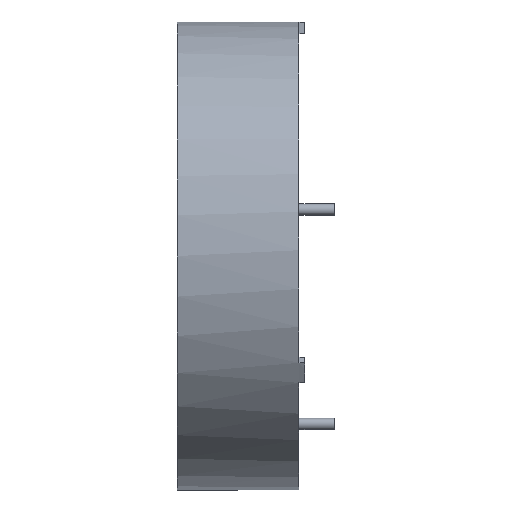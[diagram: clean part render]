
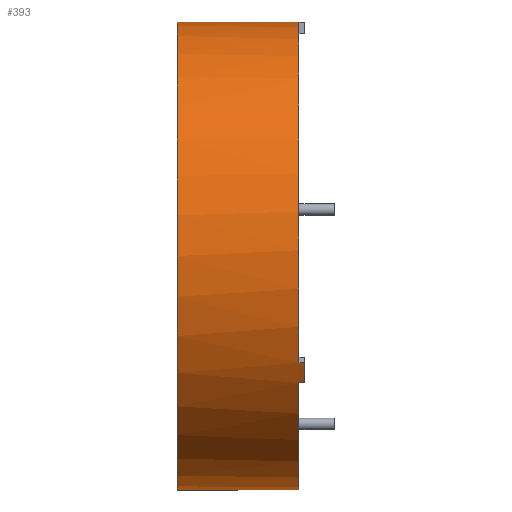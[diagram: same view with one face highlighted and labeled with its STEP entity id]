
A CAD part, left-side view. The second image highlights one B-rep face of the part: STEP entity #393.
In plain terms, the highlighted cylindrical face has radius 20.2 mm (diameter 40.4 mm), a partial arc.
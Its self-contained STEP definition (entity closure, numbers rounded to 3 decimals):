
#6 = CARTESIAN_POINT ( 'NONE',  ( -17.972, -0.5, -9.222 ) ) ;
#7 = LINE ( 'NONE', #270, #196 ) ;
#16 = DIRECTION ( 'NONE',  ( 0., -1., 0. ) ) ;
#21 = DIRECTION ( 'NONE',  ( 0., -1., 0. ) ) ;
#25 = EDGE_CURVE ( 'NONE', #835, #31, #600, .T. ) ;
#28 = ORIENTED_EDGE ( 'NONE', *, *, #710, .F. ) ;
#31 = VERTEX_POINT ( 'NONE', #529 ) ;
#38 = ORIENTED_EDGE ( 'NONE', *, *, #334, .T. ) ;
#40 = EDGE_LOOP ( 'NONE', ( #232, #38, #280, #47, #775, #631, #366, #28, #42, #456 ) ) ;
#41 = DIRECTION ( 'NONE',  ( 0., 0., -1. ) ) ;
#42 = ORIENTED_EDGE ( 'NONE', *, *, #470, .F. ) ;
#47 = ORIENTED_EDGE ( 'NONE', *, *, #250, .F. ) ;
#56 = CIRCLE ( 'NONE', #539, 20.2 ) ;
#70 = DIRECTION ( 'NONE',  ( 0., -1., 0. ) ) ;
#81 = LINE ( 'NONE', #345, #626 ) ;
#84 = CARTESIAN_POINT ( 'NONE',  ( -16.972, 0., -10.954 ) ) ;
#90 = EDGE_CURVE ( 'NONE', #722, #441, #81, .T. ) ;
#96 = CIRCLE ( 'NONE', #192, 20.2 ) ;
#98 = DIRECTION ( 'NONE',  ( 0., -1., 0. ) ) ;
#101 = AXIS2_PLACEMENT_3D ( 'NONE', #661, #70, #335 ) ;
#113 = EDGE_CURVE ( 'NONE', #707, #522, #152, .T. ) ;
#122 = VERTEX_POINT ( 'NONE', #84 ) ;
#126 = DIRECTION ( 'NONE',  ( 0., -1., 0. ) ) ;
#127 = EDGE_CURVE ( 'NONE', #522, #754, #56, .T. ) ;
#136 = FACE_OUTER_BOUND ( 'NONE', #40, .T. ) ;
#152 = LINE ( 'NONE', #410, #425 ) ;
#176 = CIRCLE ( 'NONE', #510, 20.2 ) ;
#178 = DIRECTION ( 'NONE',  ( 0., 0., -1. ) ) ;
#192 = AXIS2_PLACEMENT_3D ( 'NONE', #689, #98, #364 ) ;
#196 = VECTOR ( 'NONE', #531, 1000. ) ;
#212 = CIRCLE ( 'NONE', #735, 20.2 ) ;
#230 = VERTEX_POINT ( 'NONE', #490 ) ;
#232 = ORIENTED_EDGE ( 'NONE', *, *, #113, .F. ) ;
#237 = CARTESIAN_POINT ( 'NONE',  ( 0., 10.5, -20.2 ) ) ;
#250 = EDGE_CURVE ( 'NONE', #122, #441, #96, .T. ) ;
#269 = DIRECTION ( 'NONE',  ( 0., 1., 0. ) ) ;
#270 = CARTESIAN_POINT ( 'NONE',  ( -16.972, -0.5, -10.954 ) ) ;
#280 = ORIENTED_EDGE ( 'NONE', *, *, #90, .T. ) ;
#282 = DIRECTION ( 'NONE',  ( 0., 0., -1. ) ) ;
#285 = VERTEX_POINT ( 'NONE', #831 ) ;
#290 = CIRCLE ( 'NONE', #668, 20.2 ) ;
#306 = CARTESIAN_POINT ( 'NONE',  ( 0., 0., -20.2 ) ) ;
#310 = LINE ( 'NONE', #576, #774 ) ;
#334 = EDGE_CURVE ( 'NONE', #707, #722, #176, .T. ) ;
#335 = DIRECTION ( 'NONE',  ( 0., 0., -1. ) ) ;
#345 = CARTESIAN_POINT ( 'NONE',  ( 0., 0., -20.2 ) ) ;
#346 = CARTESIAN_POINT ( 'NONE',  ( 0., 10.5, 20.2 ) ) ;
#364 = DIRECTION ( 'NONE',  ( 0., 0., -1. ) ) ;
#366 = ORIENTED_EDGE ( 'NONE', *, *, #25, .T. ) ;
#385 = DIRECTION ( 'NONE',  ( 0., 0., -1. ) ) ;
#393 = ADVANCED_FACE ( 'NONE', ( #136 ), #396, .T. ) ;
#396 = CYLINDRICAL_SURFACE ( 'NONE', #101, 20.2 ) ;
#410 = CARTESIAN_POINT ( 'NONE',  ( 0., 0., 20.2 ) ) ;
#425 = VECTOR ( 'NONE', #677, 1000. ) ;
#441 = VERTEX_POINT ( 'NONE', #306 ) ;
#452 = CARTESIAN_POINT ( 'NONE',  ( -17.972, -0.5, -9.222 ) ) ;
#456 = ORIENTED_EDGE ( 'NONE', *, *, #127, .F. ) ;
#470 = EDGE_CURVE ( 'NONE', #754, #230, #310, .T. ) ;
#482 = EDGE_CURVE ( 'NONE', #835, #285, #290, .T. ) ;
#490 = CARTESIAN_POINT ( 'NONE',  ( -1., 0., 20.175 ) ) ;
#507 = CARTESIAN_POINT ( 'NONE',  ( 0., -0.5, 0. ) ) ;
#510 = AXIS2_PLACEMENT_3D ( 'NONE', #715, #126, #385 ) ;
#522 = VERTEX_POINT ( 'NONE', #712 ) ;
#529 = CARTESIAN_POINT ( 'NONE',  ( -17.972, 0., -9.222 ) ) ;
#531 = DIRECTION ( 'NONE',  ( 0., 1., 0. ) ) ;
#539 = AXIS2_PLACEMENT_3D ( 'NONE', #615, #21, #282 ) ;
#563 = VECTOR ( 'NONE', #269, 1000. ) ;
#576 = CARTESIAN_POINT ( 'NONE',  ( -1., -0.5, 20.175 ) ) ;
#600 = LINE ( 'NONE', #6, #563 ) ;
#608 = DIRECTION ( 'NONE',  ( 0., -1., 0. ) ) ;
#609 = CARTESIAN_POINT ( 'NONE',  ( 0., 0., 0. ) ) ;
#615 = CARTESIAN_POINT ( 'NONE',  ( 0., -0.5, 0. ) ) ;
#626 = VECTOR ( 'NONE', #608, 1000. ) ;
#631 = ORIENTED_EDGE ( 'NONE', *, *, #482, .F. ) ;
#647 = EDGE_CURVE ( 'NONE', #285, #122, #7, .T. ) ;
#661 = CARTESIAN_POINT ( 'NONE',  ( 0., 0., 0. ) ) ;
#668 = AXIS2_PLACEMENT_3D ( 'NONE', #507, #770, #178 ) ;
#677 = DIRECTION ( 'NONE',  ( 0., -1., 0. ) ) ;
#689 = CARTESIAN_POINT ( 'NONE',  ( 0., 0., 0. ) ) ;
#705 = CARTESIAN_POINT ( 'NONE',  ( -1., -0.5, 20.175 ) ) ;
#707 = VERTEX_POINT ( 'NONE', #346 ) ;
#710 = EDGE_CURVE ( 'NONE', #230, #31, #212, .T. ) ;
#712 = CARTESIAN_POINT ( 'NONE',  ( 0., -0.5, 20.2 ) ) ;
#715 = CARTESIAN_POINT ( 'NONE',  ( 0., 10.5, 0. ) ) ;
#722 = VERTEX_POINT ( 'NONE', #237 ) ;
#735 = AXIS2_PLACEMENT_3D ( 'NONE', #609, #16, #41 ) ;
#754 = VERTEX_POINT ( 'NONE', #705 ) ;
#770 = DIRECTION ( 'NONE',  ( 0., -1., 0. ) ) ;
#774 = VECTOR ( 'NONE', #841, 1000. ) ;
#775 = ORIENTED_EDGE ( 'NONE', *, *, #647, .F. ) ;
#831 = CARTESIAN_POINT ( 'NONE',  ( -16.972, -0.5, -10.954 ) ) ;
#835 = VERTEX_POINT ( 'NONE', #452 ) ;
#841 = DIRECTION ( 'NONE',  ( 0., 1., 0. ) ) ;
